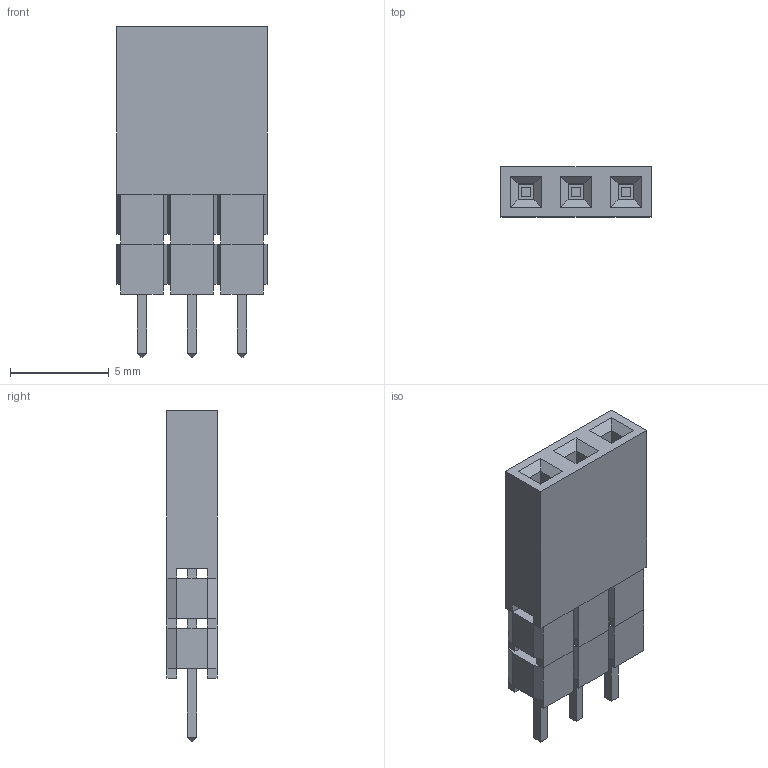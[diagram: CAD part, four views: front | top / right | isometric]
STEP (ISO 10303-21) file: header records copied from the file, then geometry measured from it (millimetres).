
FILE_DESCRIPTION(('FreeCAD Model'),'2;1');
FILE_NAME('Socket_Strip_Straight_L13.6_P2.5_01x03.step','2019-08-27T02:40:40',('Author'),( ''),'Open CASCADE STEP processor 6.8','FreeCAD','Unknown');
FILE_SCHEMA(('AUTOMOTIVE_DESIGN { 1 0 10303 214 1 1 1 1 }'));
Length unit declared in the file: millimetre
Products named in the file (1): Socket_Strip_Straight_L13.6_P2.5_01x03
Bounding box: 7.62 x 2.54 x 16.78 mm (x, y, z)
Volume: 231.5 mm3; surface area: 473.9 mm2
Topology: 1 solids, 1 shells, 203 faces, 492 edges, 284 vertices
Faces by surface type: plane 203
Entity records: 7121 total; most frequent: ORIENTED_EDGE 984, CARTESIAN_POINT 980, DIRECTION 900, EDGE_CURVE 492, LINE 492, VECTOR 492, VERTEX_POINT 284, FACE_BOUND 224
